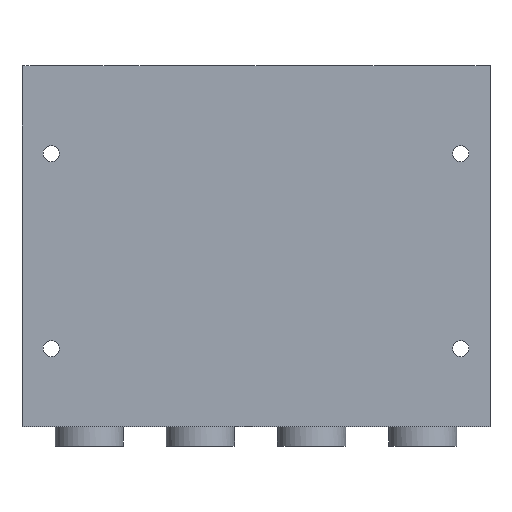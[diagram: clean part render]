
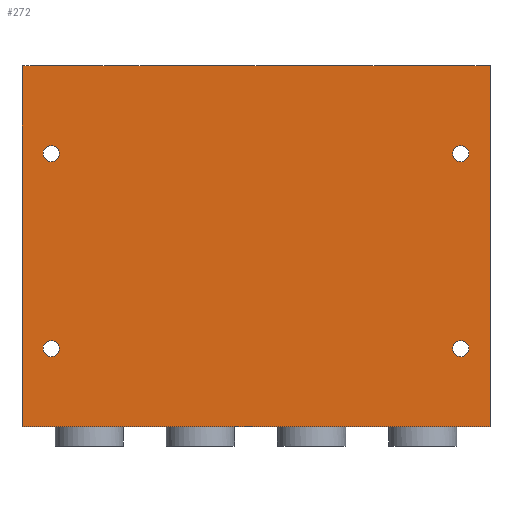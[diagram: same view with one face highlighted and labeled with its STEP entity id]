
A CAD part, front view. The second image highlights one B-rep face of the part: STEP entity #272.
In plain terms, the highlighted planar face has unit normal (0, -1, 0).
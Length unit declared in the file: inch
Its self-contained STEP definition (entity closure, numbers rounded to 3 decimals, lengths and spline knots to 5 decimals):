
#272=ADVANCED_FACE('',(#486,#487,#488,#489,#490),#416,.F.);
#416=PLANE('',#3154);
#486=FACE_BOUND('',#635,.T.);
#487=FACE_BOUND('',#636,.T.);
#488=FACE_BOUND('',#637,.T.);
#489=FACE_BOUND('',#638,.T.);
#490=FACE_BOUND('',#639,.T.);
#635=EDGE_LOOP('',(#948));
#636=EDGE_LOOP('',(#949));
#637=EDGE_LOOP('',(#950));
#638=EDGE_LOOP('',(#951));
#639=EDGE_LOOP('',(#952,#953,#954,#955));
#948=ORIENTED_EDGE('',*,*,#1787,.T.);
#949=ORIENTED_EDGE('',*,*,#1788,.T.);
#950=ORIENTED_EDGE('',*,*,#1789,.T.);
#951=ORIENTED_EDGE('',*,*,#1790,.T.);
#952=ORIENTED_EDGE('',*,*,#1791,.T.);
#953=ORIENTED_EDGE('',*,*,#1704,.F.);
#954=ORIENTED_EDGE('',*,*,#1792,.F.);
#955=ORIENTED_EDGE('',*,*,#1793,.T.);
#1477=VERTEX_POINT('',#4341);
#1478=VERTEX_POINT('',#4343);
#1552=VERTEX_POINT('',#4510);
#1553=VERTEX_POINT('',#4512);
#1554=VERTEX_POINT('',#4514);
#1555=VERTEX_POINT('',#4516);
#1556=VERTEX_POINT('',#4518);
#1557=VERTEX_POINT('',#4520);
#1704=EDGE_CURVE('',#1477,#1478,#2414,.T.);
#1787=EDGE_CURVE('',#1552,#1552,#2042,.T.);
#1788=EDGE_CURVE('',#1553,#1553,#2043,.T.);
#1789=EDGE_CURVE('',#1554,#1554,#2044,.T.);
#1790=EDGE_CURVE('',#1555,#1555,#2045,.T.);
#1791=EDGE_CURVE('',#1556,#1478,#2481,.T.);
#1792=EDGE_CURVE('',#1557,#1477,#2482,.T.);
#1793=EDGE_CURVE('',#1557,#1556,#2483,.T.);
#2042=CIRCLE('',#3150,0.2075);
#2043=CIRCLE('',#3151,0.2075);
#2044=CIRCLE('',#3152,0.2075);
#2045=CIRCLE('',#3153,0.2075);
#2414=LINE('',#4342,#2653);
#2481=LINE('',#4517,#2720);
#2482=LINE('',#4519,#2721);
#2483=LINE('',#4521,#2722);
#2653=VECTOR('',#3503,1.);
#2720=VECTOR('',#3630,1.);
#2721=VECTOR('',#3631,1.);
#2722=VECTOR('',#3632,1.);
#3150=AXIS2_PLACEMENT_3D('',#4509,#3622,#3623);
#3151=AXIS2_PLACEMENT_3D('',#4511,#3624,#3625);
#3152=AXIS2_PLACEMENT_3D('',#4513,#3626,#3627);
#3153=AXIS2_PLACEMENT_3D('',#4515,#3628,#3629);
#3154=AXIS2_PLACEMENT_3D('',#4522,#3633,#3634);
#3503=DIRECTION('',(-1.,0.,0.));
#3622=DIRECTION('',(0.,1.,0.));
#3623=DIRECTION('',(0.,0.,1.));
#3624=DIRECTION('',(0.,1.,0.));
#3625=DIRECTION('',(0.,0.,1.));
#3626=DIRECTION('',(0.,1.,0.));
#3627=DIRECTION('',(0.,0.,1.));
#3628=DIRECTION('',(0.,1.,0.));
#3629=DIRECTION('',(0.,0.,1.));
#3630=DIRECTION('',(0.,0.,-1.));
#3631=DIRECTION('',(0.,0.,-1.));
#3632=DIRECTION('',(-1.,0.,0.));
#3633=DIRECTION('',(0.,1.,0.));
#3634=DIRECTION('',(0.,0.,1.));
#4341=CARTESIAN_POINT('',(6.,0.,-9.25));
#4342=CARTESIAN_POINT('',(6.,0.,-9.25));
#4343=CARTESIAN_POINT('',(-6.,0.,-9.25));
#4509=CARTESIAN_POINT('',(-5.25,0.,-7.25));
#4510=CARTESIAN_POINT('',(-5.25,0.,-7.0425));
#4511=CARTESIAN_POINT('',(-5.25,0.,-2.25));
#4512=CARTESIAN_POINT('',(-5.25,0.,-2.0425));
#4513=CARTESIAN_POINT('',(5.25,0.,-7.25));
#4514=CARTESIAN_POINT('',(5.25,0.,-7.0425));
#4515=CARTESIAN_POINT('',(5.25,0.,-2.25));
#4516=CARTESIAN_POINT('',(5.25,0.,-2.0425));
#4517=CARTESIAN_POINT('',(-6.,0.,0.));
#4518=CARTESIAN_POINT('',(-6.,0.,0.));
#4519=CARTESIAN_POINT('',(6.,0.,0.));
#4520=CARTESIAN_POINT('',(6.,0.,0.));
#4521=CARTESIAN_POINT('',(6.,0.,0.));
#4522=CARTESIAN_POINT('',(6.,0.,0.));
